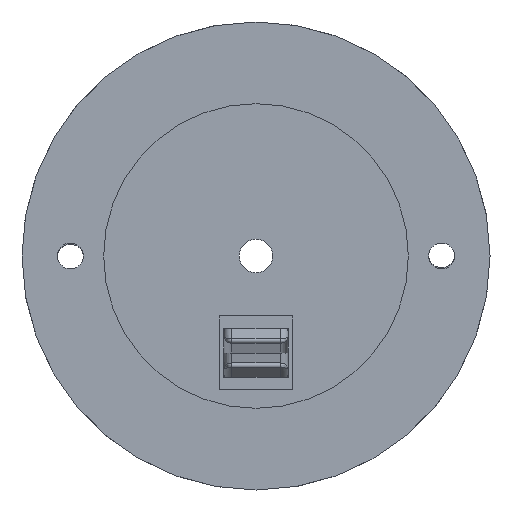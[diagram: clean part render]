
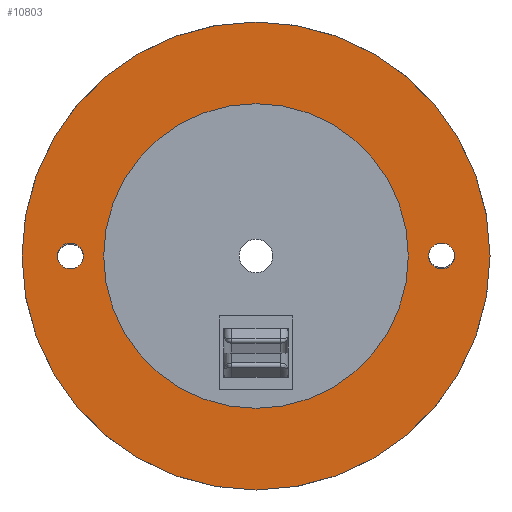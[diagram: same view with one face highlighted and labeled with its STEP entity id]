
A CAD part, front view. The second image highlights one B-rep face of the part: STEP entity #10803.
In plain terms, the highlighted planar face has unit normal (0, -1, 0).
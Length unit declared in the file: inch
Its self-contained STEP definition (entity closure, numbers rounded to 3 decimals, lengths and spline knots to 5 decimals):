
#471 = CARTESIAN_POINT ( 'NONE',  ( -1.4375, 0., 0. ) ) ;
#478 = DIRECTION ( 'NONE',  ( 0., 1., 0. ) ) ;
#479 = DIRECTION ( 'NONE',  ( 0., 0., 1. ) ) ;
#1187 = ORIENTED_EDGE ( 'NONE', *, *, #9936, .F. ) ;
#1199 = ORIENTED_EDGE ( 'NONE', *, *, #13419, .T. ) ;
#1203 = ORIENTED_EDGE ( 'NONE', *, *, #9849, .F. ) ;
#1204 = ORIENTED_EDGE ( 'NONE', *, *, #9914, .T. ) ;
#1216 = ORIENTED_EDGE ( 'NONE', *, *, #9872, .F. ) ;
#1229 = ORIENTED_EDGE ( 'NONE', *, *, #9855, .T. ) ;
#1238 = ORIENTED_EDGE ( 'NONE', *, *, #9894, .T. ) ;
#2184 = CIRCLE ( 'NONE', #17849, 0.1005 ) ;
#8747 = EDGE_LOOP ( 'NONE', ( #1204, #1229 ) ) ;
#8749 = EDGE_LOOP ( 'NONE', ( #1187, #1203 ) ) ;
#8754 = EDGE_LOOP ( 'NONE', ( #1238, #1199 ) ) ;
#9849 = EDGE_CURVE ( 'NONE', #16092, #16019, #16285, .T. ) ;
#9855 = EDGE_CURVE ( 'NONE', #16083, #16081, #16294, .T. ) ;
#9872 = EDGE_CURVE ( 'NONE', #16051, #16113, #16317, .T. ) ;
#9894 = EDGE_CURVE ( 'NONE', #16088, #16087, #16343, .T. ) ;
#9908 = EDGE_CURVE ( 'NONE', #16113, #16051, #16358, .T. ) ;
#9914 = EDGE_CURVE ( 'NONE', #16081, #16083, #16365, .T. ) ;
#9936 = EDGE_CURVE ( 'NONE', #16019, #16092, #16393, .T. ) ;
#10054 = FACE_BOUND ( 'NONE', #15818, .T. ) ;
#10057 = FACE_BOUND ( 'NONE', #8747, .T. ) ;
#10059 = FACE_BOUND ( 'NONE', #8754, .T. ) ;
#10061 = FACE_OUTER_BOUND ( 'NONE', #8749, .T. ) ;
#10190 = AXIS2_PLACEMENT_3D ( 'NONE', #15253, #15273, #15247 ) ;
#10194 = AXIS2_PLACEMENT_3D ( 'NONE', #15318, #15222, #15257 ) ;
#10204 = AXIS2_PLACEMENT_3D ( 'NONE', #15268, #15216, #15208 ) ;
#10217 = AXIS2_PLACEMENT_3D ( 'NONE', #18966, #18970, #19026 ) ;
#10232 = AXIS2_PLACEMENT_3D ( 'NONE', #18921, #18923, #18926 ) ;
#10234 = AXIS2_PLACEMENT_3D ( 'NONE', #17005, #17079, #17076 ) ;
#10238 = AXIS2_PLACEMENT_3D ( 'NONE', #19015, #18959, #18960 ) ;
#10380 = AXIS2_PLACEMENT_3D ( 'NONE', #20516, #20517, #20518 ) ;
#10803 = ADVANCED_FACE ( 'NONE', ( #10054, #10057, #10059, #10061 ), #20513, .F. ) ;
#11502 = CARTESIAN_POINT ( 'NONE',  ( 0., 0., -1.8125 ) ) ;
#11534 = CARTESIAN_POINT ( 'NONE',  ( 0., 0., 1.18 ) ) ;
#11564 = CARTESIAN_POINT ( 'NONE',  ( 1.4375, 0., 0.1005 ) ) ;
#11566 = CARTESIAN_POINT ( 'NONE',  ( 1.4375, 0., -0.1005 ) ) ;
#11570 = CARTESIAN_POINT ( 'NONE',  ( -1.4375, 0., -0.1005 ) ) ;
#11571 = CARTESIAN_POINT ( 'NONE',  ( -1.4375, 0., 0.1005 ) ) ;
#11575 = CARTESIAN_POINT ( 'NONE',  ( 0., 0., 1.8125 ) ) ;
#11596 = CARTESIAN_POINT ( 'NONE',  ( 0., 0., -1.18 ) ) ;
#13419 = EDGE_CURVE ( 'NONE', #16087, #16088, #2184, .T. ) ;
#13527 = ORIENTED_EDGE ( 'NONE', *, *, #9908, .F. ) ;
#15208 = DIRECTION ( 'NONE',  ( 0., 0., -1. ) ) ;
#15216 = DIRECTION ( 'NONE',  ( 0., -1., 0. ) ) ;
#15222 = DIRECTION ( 'NONE',  ( 0., 1., 0. ) ) ;
#15247 = DIRECTION ( 'NONE',  ( 0., 0., 1. ) ) ;
#15253 = CARTESIAN_POINT ( 'NONE',  ( 0., 0., 0. ) ) ;
#15257 = DIRECTION ( 'NONE',  ( 0., 0., 1. ) ) ;
#15268 = CARTESIAN_POINT ( 'NONE',  ( 0., 0., 0. ) ) ;
#15273 = DIRECTION ( 'NONE',  ( 0., 1., 0. ) ) ;
#15318 = CARTESIAN_POINT ( 'NONE',  ( 1.4375, 0., 0. ) ) ;
#15818 = EDGE_LOOP ( 'NONE', ( #13527, #1216 ) ) ;
#16019 = VERTEX_POINT ( 'NONE', #11502 ) ;
#16051 = VERTEX_POINT ( 'NONE', #11534 ) ;
#16081 = VERTEX_POINT ( 'NONE', #11564 ) ;
#16083 = VERTEX_POINT ( 'NONE', #11566 ) ;
#16087 = VERTEX_POINT ( 'NONE', #11570 ) ;
#16088 = VERTEX_POINT ( 'NONE', #11571 ) ;
#16092 = VERTEX_POINT ( 'NONE', #11575 ) ;
#16113 = VERTEX_POINT ( 'NONE', #11596 ) ;
#16285 = CIRCLE ( 'NONE', #10190, 1.8125 ) ;
#16294 = CIRCLE ( 'NONE', #10194, 0.1005 ) ;
#16317 = CIRCLE ( 'NONE', #10204, 1.18 ) ;
#16343 = CIRCLE ( 'NONE', #10217, 0.1005 ) ;
#16358 = CIRCLE ( 'NONE', #10232, 1.18 ) ;
#16365 = CIRCLE ( 'NONE', #10238, 0.1005 ) ;
#16393 = CIRCLE ( 'NONE', #10234, 1.8125 ) ;
#17005 = CARTESIAN_POINT ( 'NONE',  ( 0., 0., 0. ) ) ;
#17076 = DIRECTION ( 'NONE',  ( 0., 0., 1. ) ) ;
#17079 = DIRECTION ( 'NONE',  ( 0., 1., 0. ) ) ;
#17849 = AXIS2_PLACEMENT_3D ( 'NONE', #471, #478, #479 ) ;
#18921 = CARTESIAN_POINT ( 'NONE',  ( 0., 0., 0. ) ) ;
#18923 = DIRECTION ( 'NONE',  ( 0., -1., 0. ) ) ;
#18926 = DIRECTION ( 'NONE',  ( 0., 0., -1. ) ) ;
#18959 = DIRECTION ( 'NONE',  ( 0., 1., 0. ) ) ;
#18960 = DIRECTION ( 'NONE',  ( 0., 0., 1. ) ) ;
#18966 = CARTESIAN_POINT ( 'NONE',  ( -1.4375, 0., 0. ) ) ;
#18970 = DIRECTION ( 'NONE',  ( 0., 1., 0. ) ) ;
#19015 = CARTESIAN_POINT ( 'NONE',  ( 1.4375, 0., 0. ) ) ;
#19026 = DIRECTION ( 'NONE',  ( 0., 0., 1. ) ) ;
#20513 = PLANE ( 'NONE',  #10380 ) ;
#20516 = CARTESIAN_POINT ( 'NONE',  ( 0., 0., 0. ) ) ;
#20517 = DIRECTION ( 'NONE',  ( 0., 1., 0. ) ) ;
#20518 = DIRECTION ( 'NONE',  ( 0., 0., 1. ) ) ;
